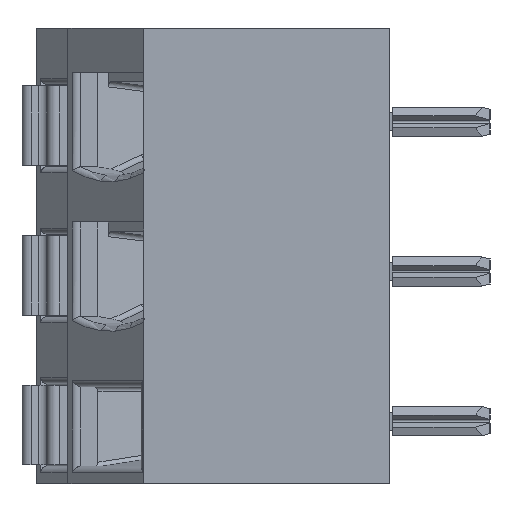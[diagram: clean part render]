
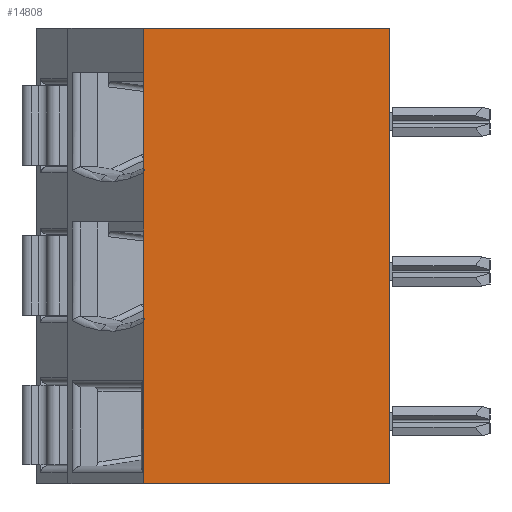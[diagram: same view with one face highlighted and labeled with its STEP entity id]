
A CAD part, left-side view. The second image highlights one B-rep face of the part: STEP entity #14808.
In plain terms, the highlighted planar face has unit normal (-1, 0, 0).
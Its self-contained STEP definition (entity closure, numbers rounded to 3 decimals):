
#2664=ORIENTED_EDGE('',*,*,#6154,.F.);
#2665=ORIENTED_EDGE('',*,*,#5370,.T.);
#2666=ORIENTED_EDGE('',*,*,#6152,.F.);
#2667=ORIENTED_EDGE('',*,*,#5064,.F.);
#2668=ORIENTED_EDGE('',*,*,#6147,.T.);
#2669=ORIENTED_EDGE('',*,*,#5912,.F.);
#2670=ORIENTED_EDGE('',*,*,#6150,.F.);
#2671=ORIENTED_EDGE('',*,*,#6155,.T.);
#5064=EDGE_CURVE('',#7189,#7190,#8606,.T.);
#5370=EDGE_CURVE('',#7490,#7486,#8879,.T.);
#5912=EDGE_CURVE('',#7866,#7867,#9266,.T.);
#6147=EDGE_CURVE('',#7189,#7867,#9454,.T.);
#6150=EDGE_CURVE('',#7823,#7866,#9457,.T.);
#6152=EDGE_CURVE('',#7190,#7486,#9459,.T.);
#6154=EDGE_CURVE('',#7490,#7998,#9461,.T.);
#6155=EDGE_CURVE('',#7823,#7998,#9462,.T.);
#7189=VERTEX_POINT('',#20871);
#7190=VERTEX_POINT('',#20873);
#7486=VERTEX_POINT('',#21508);
#7490=VERTEX_POINT('',#21526);
#7823=VERTEX_POINT('',#22669);
#7866=VERTEX_POINT('',#22757);
#7867=VERTEX_POINT('',#22759);
#7998=VERTEX_POINT('',#23182);
#8606=LINE('',#20872,#10273);
#8879=LINE('',#21525,#10546);
#9266=LINE('',#22758,#10933);
#9454=LINE('',#23260,#11121);
#9457=LINE('',#23266,#11124);
#9459=LINE('',#23268,#11126);
#9461=LINE('',#23270,#11128);
#9462=LINE('',#23272,#11129);
#10273=VECTOR('',#16686,1000.);
#10546=VECTOR('',#17027,1000.);
#10933=VECTOR('',#18082,1000.);
#11121=VECTOR('',#18544,1000.);
#11124=VECTOR('',#18553,1000.);
#11126=VECTOR('',#18555,1000.);
#11128=VECTOR('',#18557,1000.);
#11129=VECTOR('',#18560,1000.);
#12276=EDGE_LOOP('',(#2664,#2665,#2666,#2667,#2668,#2669,#2670,#2671));
#13272=FACE_BOUND('',#12276,.T.);
#14112=PLANE('',#15914);
#14808=ADVANCED_FACE('',(#13272),#14112,.F.);
#15914=AXIS2_PLACEMENT_3D('',#23271,#18558,#18559);
#16686=DIRECTION('',(0.,1.,0.));
#17027=DIRECTION('',(0.,0.,-1.));
#18082=DIRECTION('',(0.,-1.,0.));
#18544=DIRECTION('',(0.,0.,1.));
#18553=DIRECTION('',(0.,0.,1.));
#18555=DIRECTION('',(0.,0.,1.));
#18557=DIRECTION('',(0.,0.,1.));
#18558=DIRECTION('',(1.,0.,0.));
#18559=DIRECTION('',(0.,0.,1.));
#18560=DIRECTION('',(0.,0.,-1.));
#20871=CARTESIAN_POINT('',(0.,0.,-3.81));
#20872=CARTESIAN_POINT('',(0.,0.,-3.81));
#20873=CARTESIAN_POINT('',(0.,8.35,-3.81));
#21508=CARTESIAN_POINT('',(0.,8.35,1.669));
#21525=CARTESIAN_POINT('',(0.,8.35,5.08));
#21526=CARTESIAN_POINT('',(0.,8.35,5.08));
#22669=CARTESIAN_POINT('',(0.,8.35,10.16));
#22757=CARTESIAN_POINT('',(0.,8.35,11.66));
#22758=CARTESIAN_POINT('',(0.,8.35,11.66));
#22759=CARTESIAN_POINT('',(0.,0.,11.66));
#23182=CARTESIAN_POINT('',(0.,8.35,6.749));
#23260=CARTESIAN_POINT('',(0.,0.,5.08));
#23266=CARTESIAN_POINT('',(0.,8.35,11.66));
#23268=CARTESIAN_POINT('',(0.,8.35,0.));
#23270=CARTESIAN_POINT('',(0.,8.35,5.08));
#23271=CARTESIAN_POINT('',(0.,8.349,10.16));
#23272=CARTESIAN_POINT('',(0.,8.35,10.16));
